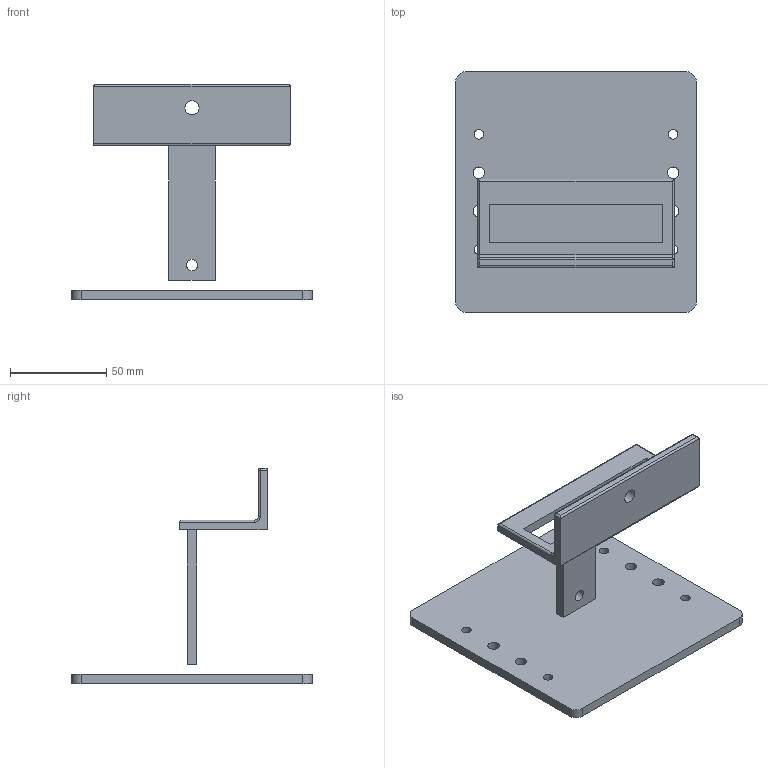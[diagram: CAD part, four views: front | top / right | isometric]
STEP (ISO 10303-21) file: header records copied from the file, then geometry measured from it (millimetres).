
FILE_DESCRIPTION(/* description */ (''),/* implementation_level */ '2;1');
FILE_NAME(/* name */ 'webcam_holder.step',/* time_stamp */ '2024-01-10T16:39:42+09:00',/* author */ (''),/* organization */ (''),/* preprocessor_version */ 'ST-DEVELOPER v20',/* originating_system */ 'Autodesk Translation Framework v12.14.0.127',/* authorisation */ '');
FILE_SCHEMA (('AUTOMOTIVE_DESIGN { 1 0 10303 214 3 1 1 }'));
Length unit declared in the file: millimetre
Products named in the file (4): webcam_hole; Main plate; slider; camera_holder
Assembly tree (3 placements, depth 2):
  webcam_hole
    Main plate
    slider
    camera_holder
Bounding box: 125 x 125 x 112 mm (x, y, z)
Volume: 113274 mm3; surface area: 51854.6 mm2
Topology: 2 solids, 2 shells, 54 faces, 131 edges, 82 vertices
Faces by surface type: cylinder 27, plane 23, sphere 2, torus 2
Full cylindrical faces by diameter (mm): 5 x4, 6 x5, 7.35 x1
Entity records: 1737 total; most frequent: DIRECTION 303, CARTESIAN_POINT 274, ORIENTED_EDGE 262, EDGE_CURVE 131, AXIS2_PLACEMENT_3D 111, VERTEX_POINT 82, LINE 81, VECTOR 81
